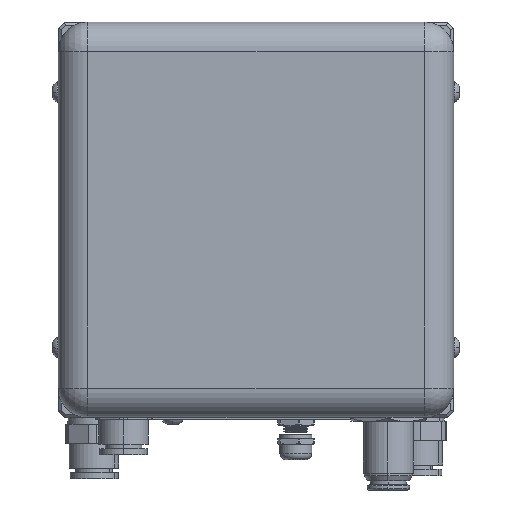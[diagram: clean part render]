
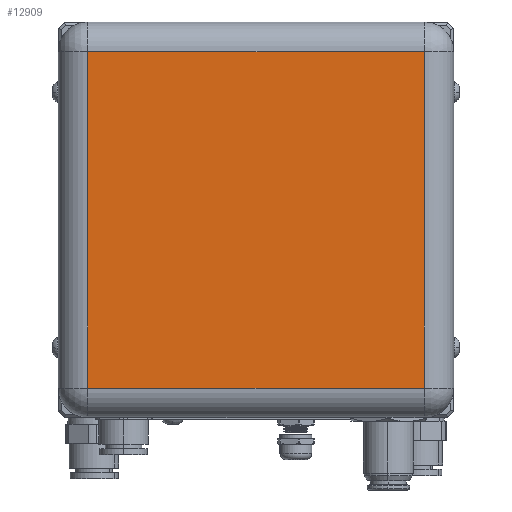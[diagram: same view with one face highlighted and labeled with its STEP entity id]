
A CAD part, front view. The second image highlights one B-rep face of the part: STEP entity #12909.
In plain terms, the highlighted planar face has unit normal (0, -1, 0).
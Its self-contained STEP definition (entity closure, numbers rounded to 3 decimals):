
#5115 = CARTESIAN_POINT ( 'NONE',  ( -67.36, -33.008, 366.111 ) ) ;
#7681 = EDGE_CURVE ( 'NONE', #41073, #42191, #29425, .T. ) ;
#12909 = ADVANCED_FACE ( 'NONE', ( #34020 ), #26125, .T. ) ;
#14485 = AXIS2_PLACEMENT_3D ( 'NONE', #102111, #37606, #84311 ) ;
#15186 = VECTOR ( 'NONE', #96059, 1000. ) ;
#15804 = LINE ( 'NONE', #38941, #48299 ) ;
#23101 = ORIENTED_EDGE ( 'NONE', *, *, #7681, .T. ) ;
#26125 = PLANE ( 'NONE',  #14485 ) ;
#29425 = LINE ( 'NONE', #61376, #90155 ) ;
#29674 = VERTEX_POINT ( 'NONE', #98043 ) ;
#30294 = EDGE_LOOP ( 'NONE', ( #72264, #23101, #61327, #52571 ) ) ;
#31599 = LINE ( 'NONE', #32607, #15186 ) ;
#31687 = EDGE_CURVE ( 'NONE', #29674, #41073, #15804, .T. ) ;
#32607 = CARTESIAN_POINT ( 'NONE',  ( -57.886, -33.008, 375.585 ) ) ;
#32823 = VECTOR ( 'NONE', #60728, 1000. ) ;
#33120 = CARTESIAN_POINT ( 'NONE',  ( 50.166, -33.008, 258.059 ) ) ;
#34020 = FACE_OUTER_BOUND ( 'NONE', #30294, .T. ) ;
#36617 = CARTESIAN_POINT ( 'NONE',  ( 50.166, -33.008, 366.111 ) ) ;
#37606 = DIRECTION ( 'NONE',  ( 0., -1., 0. ) ) ;
#38941 = CARTESIAN_POINT ( 'NONE',  ( -67.36, -33.008, 258.059 ) ) ;
#41073 = VERTEX_POINT ( 'NONE', #33120 ) ;
#42191 = VERTEX_POINT ( 'NONE', #36617 ) ;
#48299 = VECTOR ( 'NONE', #72477, 1000. ) ;
#50373 = CARTESIAN_POINT ( 'NONE',  ( -57.886, -33.008, 366.111 ) ) ;
#52571 = ORIENTED_EDGE ( 'NONE', *, *, #87756, .T. ) ;
#60728 = DIRECTION ( 'NONE',  ( -1., 0., 0. ) ) ;
#61327 = ORIENTED_EDGE ( 'NONE', *, *, #93649, .T. ) ;
#61376 = CARTESIAN_POINT ( 'NONE',  ( 50.166, -33.008, 375.585 ) ) ;
#66181 = VERTEX_POINT ( 'NONE', #50373 ) ;
#72264 = ORIENTED_EDGE ( 'NONE', *, *, #31687, .T. ) ;
#72477 = DIRECTION ( 'NONE',  ( 1., 0., 0. ) ) ;
#83849 = LINE ( 'NONE', #5115, #32823 ) ;
#84311 = DIRECTION ( 'NONE',  ( 0., 0., -1. ) ) ;
#87756 = EDGE_CURVE ( 'NONE', #66181, #29674, #31599, .T. ) ;
#90155 = VECTOR ( 'NONE', #93386, 1000. ) ;
#93386 = DIRECTION ( 'NONE',  ( 0., 0., 1. ) ) ;
#93649 = EDGE_CURVE ( 'NONE', #42191, #66181, #83849, .T. ) ;
#96059 = DIRECTION ( 'NONE',  ( 0., 0., -1. ) ) ;
#98043 = CARTESIAN_POINT ( 'NONE',  ( -57.886, -33.008, 258.059 ) ) ;
#102111 = CARTESIAN_POINT ( 'NONE',  ( -67.36, -33.008, 375.585 ) ) ;
